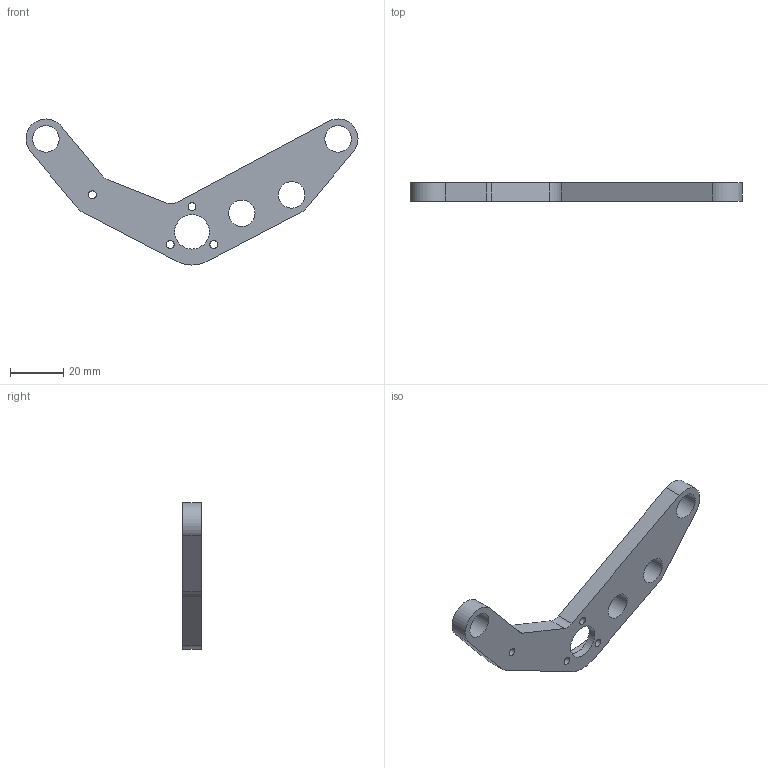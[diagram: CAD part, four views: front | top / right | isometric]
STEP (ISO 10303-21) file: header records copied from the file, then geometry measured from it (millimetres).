
FILE_DESCRIPTION(/* description */ (''),/* implementation_level */ '2;1');
FILE_NAME(/* name */ '新效应器主架板_x2_7mm.step',/* time_stamp */ '2022-05-02T17:40:33+08:00',/* author */ (''),/* organization */ (''),/* preprocessor_version */ 'ST-DEVELOPER v18.1',/* originating_system */ 'Autodesk Translation Framework v10.14.0.1471',/* authorisation */ '');
FILE_SCHEMA (('AUTOMOTIVE_DESIGN { 1 0 10303 214 3 1 1 }'));
Length unit declared in the file: millimetre
Products named in the file (1): 新效应器主架板
Bounding box: 125 x 7 x 55 mm (x, y, z)
Volume: 15959.9 mm3; surface area: 8363.3 mm2
Topology: 1 solids, 1 shells, 32 faces, 87 edges, 58 vertices
Faces by surface type: cylinder 22, plane 10
Full cylindrical faces by diameter (mm): 3 x4, 10 x4, 13 x1
Entity records: 1111 total; most frequent: DIRECTION 197, CARTESIAN_POINT 178, ORIENTED_EDGE 174, EDGE_CURVE 87, AXIS2_PLACEMENT_3D 77, VERTEX_POINT 58, EDGE_LOOP 51, CIRCLE 44
